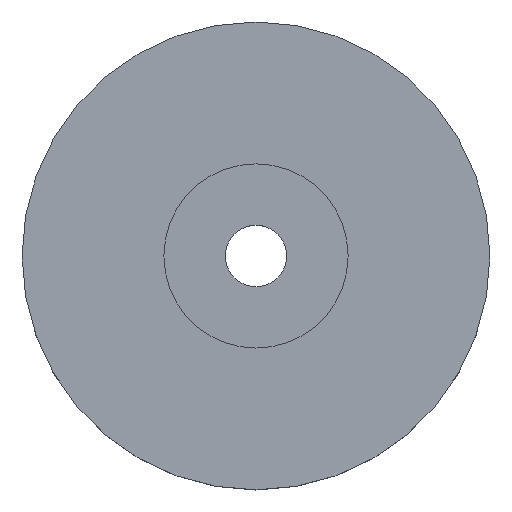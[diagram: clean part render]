
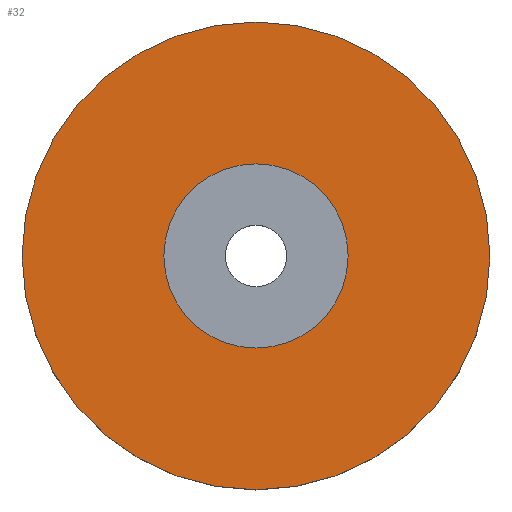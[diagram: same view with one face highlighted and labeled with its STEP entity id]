
A CAD part, top view. The second image highlights one B-rep face of the part: STEP entity #32.
In plain terms, the highlighted planar face has unit normal (0, 0, 1).
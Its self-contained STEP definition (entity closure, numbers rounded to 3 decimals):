
#8 = DIRECTION ( 'NONE',  ( 1., 0., 0. ) ) ;
#15 = ORIENTED_EDGE ( 'NONE', *, *, #104, .F. ) ;
#29 = DIRECTION ( 'NONE',  ( 0., 0., -1. ) ) ;
#31 = FACE_OUTER_BOUND ( 'NONE', #244, .T. ) ;
#32 = ADVANCED_FACE ( 'NONE', ( #188, #31 ), #120, .F. ) ;
#35 = DIRECTION ( 'NONE',  ( 0., 0., 1. ) ) ;
#81 = CARTESIAN_POINT ( 'NONE',  ( 15., 0., 6.35 ) ) ;
#87 = VERTEX_POINT ( 'NONE', #81 ) ;
#89 = ORIENTED_EDGE ( 'NONE', *, *, #187, .T. ) ;
#90 = CARTESIAN_POINT ( 'NONE',  ( 0., 23.52, 6.35 ) ) ;
#92 = AXIS2_PLACEMENT_3D ( 'NONE', #295, #35, #8 ) ;
#104 = EDGE_CURVE ( 'NONE', #87, #87, #125, .T. ) ;
#105 = AXIS2_PLACEMENT_3D ( 'NONE', #156, #130, #257 ) ;
#112 = VERTEX_POINT ( 'NONE', #182 ) ;
#120 = PLANE ( 'NONE',  #131 ) ;
#125 = CIRCLE ( 'NONE', #92, 15. ) ;
#130 = DIRECTION ( 'NONE',  ( 0., 0., 1. ) ) ;
#131 = AXIS2_PLACEMENT_3D ( 'NONE', #90, #29, #145 ) ;
#145 = DIRECTION ( 'NONE',  ( -1., 0., 0. ) ) ;
#156 = CARTESIAN_POINT ( 'NONE',  ( 0., 0., 6.35 ) ) ;
#182 = CARTESIAN_POINT ( 'NONE',  ( 38.1, 0., 6.35 ) ) ;
#187 = EDGE_CURVE ( 'NONE', #112, #112, #246, .T. ) ;
#188 = FACE_BOUND ( 'NONE', #322, .T. ) ;
#244 = EDGE_LOOP ( 'NONE', ( #89 ) ) ;
#246 = CIRCLE ( 'NONE', #105, 38.1 ) ;
#257 = DIRECTION ( 'NONE',  ( 1., 0., 0. ) ) ;
#295 = CARTESIAN_POINT ( 'NONE',  ( 0., 0., 6.35 ) ) ;
#322 = EDGE_LOOP ( 'NONE', ( #15 ) ) ;
